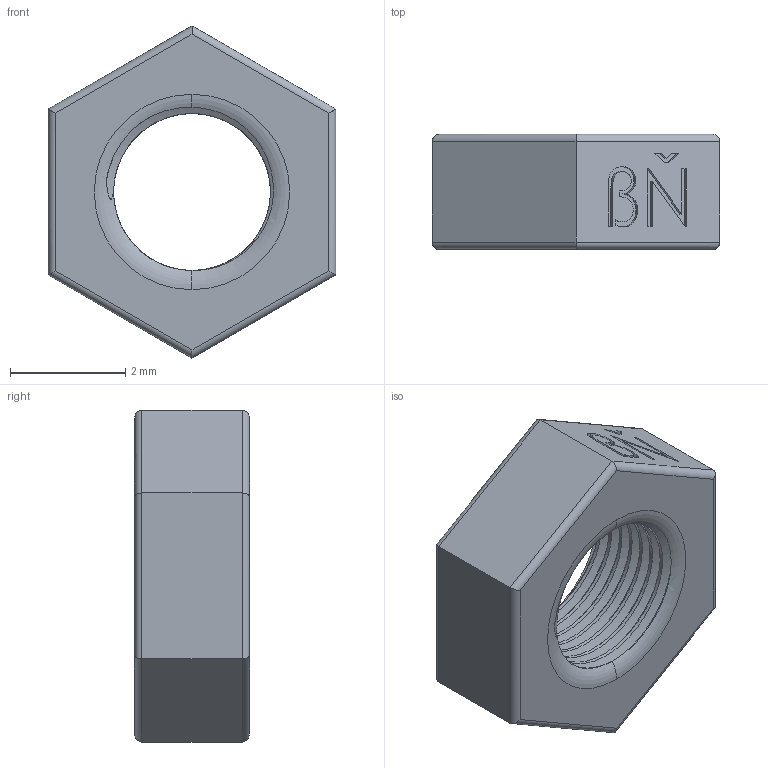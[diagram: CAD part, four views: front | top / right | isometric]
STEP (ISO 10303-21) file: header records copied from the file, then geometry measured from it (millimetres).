
FILE_DESCRIPTION (( 'STEP AP214' ), '1' );
FILE_NAME ('Nut_Machine_M3x2.STEP', '2019-12-07T17:34:59', ( '' ), ( '' ), 'SwSTEP 2.0', 'SolidWorks 2016', '' );
FILE_SCHEMA (( 'AUTOMOTIVE_DESIGN' ));
Length unit declared in the file: millimetre
Products named in the file (1): Nut_Machine_M3x2
Bounding box: 5 x 2 x 5.77 mm (x, y, z)
Volume: 30.3 mm3; surface area: 91.4 mm2
Topology: 1 solids, 1 shells, 85 faces, 227 edges, 147 vertices
Faces by surface type: plane 34, cylinder 29, bspline 18, torus 4
Entity records: 5252 total; most frequent: CARTESIAN_POINT 2911, ORIENTED_EDGE 454, DIRECTION 288, EDGE_CURVE 227, VERTEX_POINT 147, VECTOR 130, LINE 130, EDGE_LOOP 90
